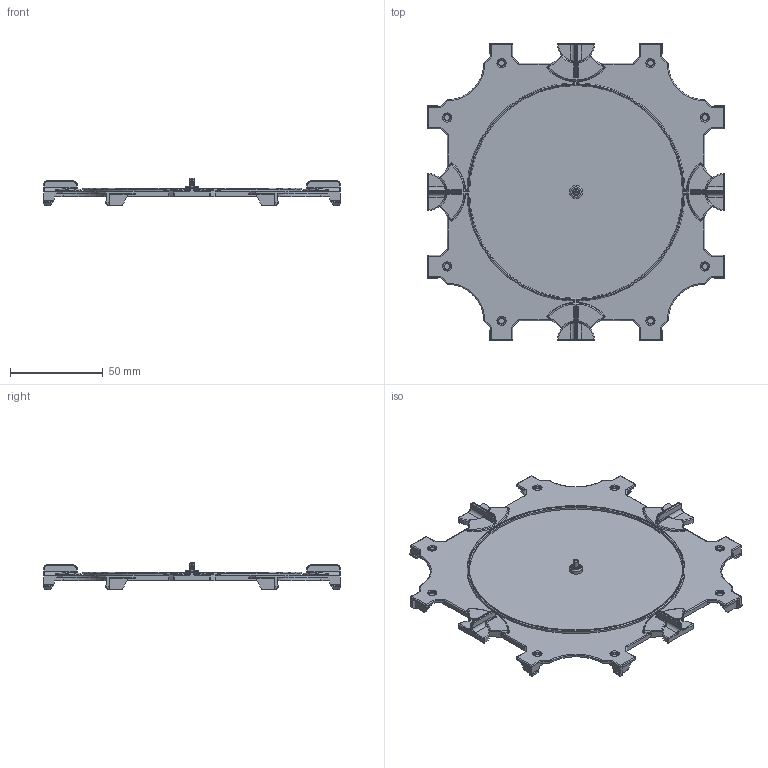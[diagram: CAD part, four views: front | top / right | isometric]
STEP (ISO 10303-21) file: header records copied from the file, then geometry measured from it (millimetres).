
FILE_DESCRIPTION (( 'STEP AP203' ), '1' );
FILE_NAME ('10-00748-001d.step', '2014-04-13T23:21:11', ( 'Nicholas Morozovsky' ), ( '' ), 'SwSTEP 2.0', 'SolidWorks 2012', '' );
FILE_SCHEMA (( 'CONFIG_CONTROL_DESIGN' ));
Length unit declared in the file: millimetre
Products named in the file (1): 10-00748-001d
Bounding box: 159.6 x 159.6 x 15 mm (x, y, z)
Volume: 35159 mm3; surface area: 47301.4 mm2
Topology: 1 solids, 1 shells, 874 faces, 2151 edges, 1281 vertices
Faces by surface type: cylinder 368, plane 276, torus 170, sphere 36, bspline 24
Entity records: 26603 total; most frequent: CARTESIAN_POINT 6135, DIRECTION 4452, ORIENTED_EDGE 4246, EDGE_CURVE 2123, AXIS2_PLACEMENT_3D 1686, VERTEX_POINT 1273, LINE 1080, VECTOR 1080
